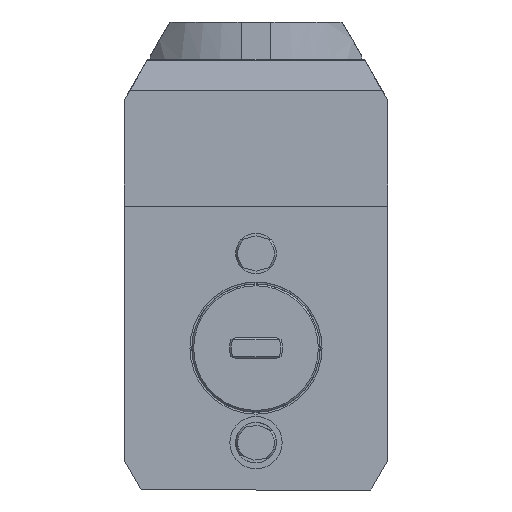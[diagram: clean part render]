
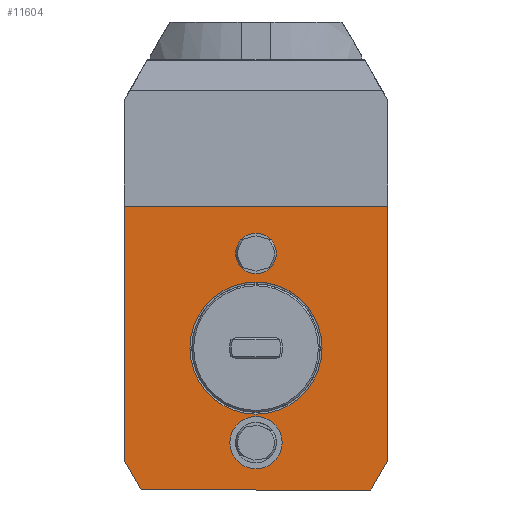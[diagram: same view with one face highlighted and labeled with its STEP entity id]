
A CAD part, front view. The second image highlights one B-rep face of the part: STEP entity #11604.
In plain terms, the highlighted planar face has unit normal (0, -1, 0).
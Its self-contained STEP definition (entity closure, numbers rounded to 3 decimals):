
#97 = CARTESIAN_POINT ( 'NONE',  ( 34.596, -7., -42. ) ) ;
#192 = EDGE_CURVE ( 'NONE', #7345, #18896, #20287, .T. ) ;
#352 = CARTESIAN_POINT ( 'NONE',  ( 39.596, -7., -33.34 ) ) ;
#1575 = EDGE_LOOP ( 'NONE', ( #2274 ) ) ;
#1706 = DIRECTION ( 'NONE',  ( 0., 0., -1. ) ) ;
#1778 = ORIENTED_EDGE ( 'NONE', *, *, #2258, .T. ) ;
#2000 = CARTESIAN_POINT ( 'NONE',  ( 39.596, -7., 42. ) ) ;
#2183 = CARTESIAN_POINT ( 'NONE',  ( -38.404, -7., -92.5 ) ) ;
#2258 = EDGE_CURVE ( 'NONE', #3490, #9846, #23669, .T. ) ;
#2274 = ORIENTED_EDGE ( 'NONE', *, *, #18341, .F. ) ;
#2716 = ORIENTED_EDGE ( 'NONE', *, *, #16393, .T. ) ;
#2719 = DIRECTION ( 'NONE',  ( 0., 0., -1. ) ) ;
#2908 = EDGE_CURVE ( 'NONE', #9846, #5697, #19140, .T. ) ;
#2965 = ORIENTED_EDGE ( 'NONE', *, *, #8076, .T. ) ;
#3490 = VERTEX_POINT ( 'NONE', #15768 ) ;
#3636 = EDGE_CURVE ( 'NONE', #21206, #21134, #12951, .T. ) ;
#3811 = CARTESIAN_POINT ( 'NONE',  ( -33.404, -7., -42. ) ) ;
#3846 = EDGE_LOOP ( 'NONE', ( #1778, #23364, #2716, #2965 ) ) ;
#4373 = FACE_BOUND ( 'NONE', #18453, .T. ) ;
#4507 = DIRECTION ( 'NONE',  ( 1., 0., 0. ) ) ;
#5439 = CARTESIAN_POINT ( 'NONE',  ( -33.404, -7., -42. ) ) ;
#5632 = AXIS2_PLACEMENT_3D ( 'NONE', #14062, #14415, #10578 ) ;
#5697 = VERTEX_POINT ( 'NONE', #19772 ) ;
#6641 = VERTEX_POINT ( 'NONE', #11811 ) ;
#7345 = VERTEX_POINT ( 'NONE', #97 ) ;
#7547 = CARTESIAN_POINT ( 'NONE',  ( 0.596, -7., 28. ) ) ;
#7635 = DIRECTION ( 'NONE',  ( 0.5, 0., 0.866 ) ) ;
#7768 = EDGE_CURVE ( 'NONE', #9188, #21206, #11419, .T. ) ;
#7933 = ORIENTED_EDGE ( 'NONE', *, *, #10869, .T. ) ;
#7958 = CARTESIAN_POINT ( 'NONE',  ( 0.596, -7., -35.753 ) ) ;
#8076 = EDGE_CURVE ( 'NONE', #6641, #3490, #19066, .T. ) ;
#8098 = LINE ( 'NONE', #20731, #14088 ) ;
#8126 = ORIENTED_EDGE ( 'NONE', *, *, #16675, .T. ) ;
#8190 = VERTEX_POINT ( 'NONE', #2000 ) ;
#8253 = CARTESIAN_POINT ( 'NONE',  ( 0.596, -7., -92.5 ) ) ;
#8484 = EDGE_CURVE ( 'NONE', #12023, #12023, #12739, .T. ) ;
#8667 = AXIS2_PLACEMENT_3D ( 'NONE', #22616, #11871, #4507 ) ;
#8676 = ORIENTED_EDGE ( 'NONE', *, *, #21736, .F. ) ;
#9188 = VERTEX_POINT ( 'NONE', #17032 ) ;
#9393 = CARTESIAN_POINT ( 'NONE',  ( 39.596, -7., 42. ) ) ;
#9536 = CARTESIAN_POINT ( 'NONE',  ( 34.596, -7., -42. ) ) ;
#9846 = VERTEX_POINT ( 'NONE', #17612 ) ;
#10578 = DIRECTION ( 'NONE',  ( 1., 0., 0. ) ) ;
#10869 = EDGE_CURVE ( 'NONE', #18896, #8190, #8098, .T. ) ;
#10955 = ORIENTED_EDGE ( 'NONE', *, *, #8484, .F. ) ;
#11136 = DIRECTION ( 'NONE',  ( 0.5, 0., -0.866 ) ) ;
#11308 = DIRECTION ( 'NONE',  ( 1., 0., 0. ) ) ;
#11317 = CIRCLE ( 'NONE', #13241, 7.753 ) ;
#11419 = LINE ( 'NONE', #2183, #12062 ) ;
#11604 = ADVANCED_FACE ( 'Defeature completata1_20', ( #15842, #12188, #19340, #4373 ), #17642, .T. ) ;
#11615 = DIRECTION ( 'NONE',  ( 1., 0., 0. ) ) ;
#11696 = CARTESIAN_POINT ( 'NONE',  ( 39.596, -7., -33.34 ) ) ;
#11811 = CARTESIAN_POINT ( 'NONE',  ( 5.066, -7., 32.002 ) ) ;
#11871 = DIRECTION ( 'NONE',  ( 0., 1., 0. ) ) ;
#12023 = VERTEX_POINT ( 'NONE', #20821 ) ;
#12061 = CARTESIAN_POINT ( 'NONE',  ( 0.596, -7., 28. ) ) ;
#12062 = VECTOR ( 'NONE', #1706, 1000. ) ;
#12188 = FACE_OUTER_BOUND ( 'NONE', #23658, .T. ) ;
#12739 = CIRCLE ( 'NONE', #23472, 19.546 ) ;
#12755 = LINE ( 'NONE', #9393, #18820 ) ;
#12770 = CARTESIAN_POINT ( 'NONE',  ( -38.404, -7., -33.34 ) ) ;
#12951 = LINE ( 'NONE', #3811, #16705 ) ;
#13012 = LINE ( 'NONE', #9536, #22750 ) ;
#13130 = DIRECTION ( 'NONE',  ( 1., 0., 0. ) ) ;
#13241 = AXIS2_PLACEMENT_3D ( 'NONE', #14488, #23740, #20156 ) ;
#13308 = DIRECTION ( 'NONE',  ( 0., 1., 0. ) ) ;
#13328 = ORIENTED_EDGE ( 'NONE', *, *, #3636, .T. ) ;
#13648 = DIRECTION ( 'NONE',  ( 0., -1., 0. ) ) ;
#14062 = CARTESIAN_POINT ( 'NONE',  ( 0.596, -7., 28. ) ) ;
#14088 = VECTOR ( 'NONE', #15455, 1000. ) ;
#14415 = DIRECTION ( 'NONE',  ( 0., 1., 0. ) ) ;
#14488 = CARTESIAN_POINT ( 'NONE',  ( 0.596, -7., -28. ) ) ;
#14970 = AXIS2_PLACEMENT_3D ( 'NONE', #8253, #13648, #2719 ) ;
#15098 = AXIS2_PLACEMENT_3D ( 'NONE', #12061, #17384, #22690 ) ;
#15455 = DIRECTION ( 'NONE',  ( 0., 0., 1. ) ) ;
#15768 = CARTESIAN_POINT ( 'NONE',  ( 5.066, -7., 23.998 ) ) ;
#15842 = FACE_BOUND ( 'NONE', #1575, .T. ) ;
#16393 = EDGE_CURVE ( 'NONE', #5697, #6641, #23156, .T. ) ;
#16675 = EDGE_CURVE ( 'NONE', #21134, #7345, #13012, .T. ) ;
#16705 = VECTOR ( 'NONE', #11136, 1000. ) ;
#17032 = CARTESIAN_POINT ( 'NONE',  ( -38.404, -7., 42. ) ) ;
#17384 = DIRECTION ( 'NONE',  ( 0., 1., 0. ) ) ;
#17612 = CARTESIAN_POINT ( 'NONE',  ( -3.874, -7., 23.998 ) ) ;
#17642 = PLANE ( 'NONE',  #14970 ) ;
#18341 = EDGE_CURVE ( 'NONE', #22886, #22886, #11317, .T. ) ;
#18453 = EDGE_LOOP ( 'NONE', ( #10955 ) ) ;
#18582 = DIRECTION ( 'NONE',  ( 1., 0., 0. ) ) ;
#18820 = VECTOR ( 'NONE', #11308, 1000. ) ;
#18896 = VERTEX_POINT ( 'NONE', #11696 ) ;
#19066 = CIRCLE ( 'NONE', #8667, 6. ) ;
#19140 = CIRCLE ( 'NONE', #5632, 6. ) ;
#19340 = FACE_BOUND ( 'NONE', #3846, .T. ) ;
#19639 = VECTOR ( 'NONE', #7635, 1000. ) ;
#19772 = CARTESIAN_POINT ( 'NONE',  ( -3.874, -7., 32.002 ) ) ;
#20130 = ORIENTED_EDGE ( 'NONE', *, *, #7768, .T. ) ;
#20156 = DIRECTION ( 'NONE',  ( 0., 0., -1. ) ) ;
#20228 = ORIENTED_EDGE ( 'NONE', *, *, #192, .T. ) ;
#20287 = LINE ( 'NONE', #352, #19639 ) ;
#20620 = DIRECTION ( 'NONE',  ( 0., -1., 0. ) ) ;
#20731 = CARTESIAN_POINT ( 'NONE',  ( 39.596, -7., 85. ) ) ;
#20821 = CARTESIAN_POINT ( 'NONE',  ( 20.142, -7., 0. ) ) ;
#21134 = VERTEX_POINT ( 'NONE', #5439 ) ;
#21206 = VERTEX_POINT ( 'NONE', #12770 ) ;
#21399 = AXIS2_PLACEMENT_3D ( 'NONE', #7547, #13308, #11615 ) ;
#21736 = EDGE_CURVE ( 'NONE', #9188, #8190, #12755, .T. ) ;
#22567 = CARTESIAN_POINT ( 'NONE',  ( 0.596, -7., 0. ) ) ;
#22616 = CARTESIAN_POINT ( 'NONE',  ( 0.596, -7., 28. ) ) ;
#22690 = DIRECTION ( 'NONE',  ( 1., 0., 0. ) ) ;
#22750 = VECTOR ( 'NONE', #13130, 1000. ) ;
#22886 = VERTEX_POINT ( 'NONE', #7958 ) ;
#23156 = CIRCLE ( 'NONE', #15098, 6. ) ;
#23364 = ORIENTED_EDGE ( 'NONE', *, *, #2908, .T. ) ;
#23472 = AXIS2_PLACEMENT_3D ( 'NONE', #22567, #20620, #18582 ) ;
#23658 = EDGE_LOOP ( 'NONE', ( #8676, #20130, #13328, #8126, #20228, #7933 ) ) ;
#23669 = CIRCLE ( 'NONE', #21399, 6. ) ;
#23740 = DIRECTION ( 'NONE',  ( 0., -1., 0. ) ) ;
